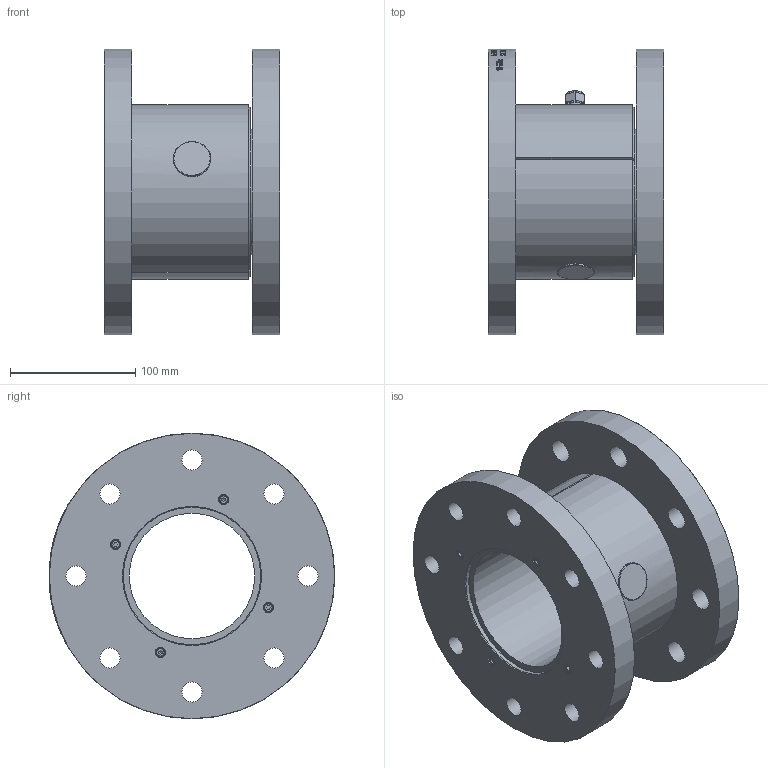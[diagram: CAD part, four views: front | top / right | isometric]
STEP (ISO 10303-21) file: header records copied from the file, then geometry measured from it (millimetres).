
FILE_DESCRIPTION (( 'STEP AP203' ), '1' );
FILE_NAME ('125-117-000-011_EF.STEP', '2021-02-10T08:40:24', ( 'magtroladmin' ), ( 'Hewlett-Packard Company' ), 'SwSTEP 2.0', 'SolidWorks 2021', '' );
FILE_SCHEMA (( 'CONFIG_CONTROL_DESIGN' ));
Length unit declared in the file: millimetre
Products named in the file (1): 125-117-000-011_EF
Bounding box: 140 x 228 x 228 mm (x, y, z)
Surface area: 255293.1 mm2 (no closed solid volume)
Topology: 0 solids, 97 shells, 243 faces, 3139 edges, 2993 vertices
Faces by surface type: cylinder 136, plane 70, cone 19, bspline 11, torus 7
Full cylindrical faces by diameter (mm): 8 x5, 12.5 x1, 15 x2, 16 x8, 18.5 x8, 30 x2, 100 x1, 110 x2, 228 x2
Entity records: 51604 total; most frequent: CARTESIAN_POINT 34692, ORIENTED_EDGE 3301, EDGE_CURVE 3082, VERTEX_POINT 2981, B_SPLINE_CURVE_WITH_KNOTS 2218, DIRECTION 1770, AXIS2_PLACEMENT_3D 673, EDGE_LOOP 468
